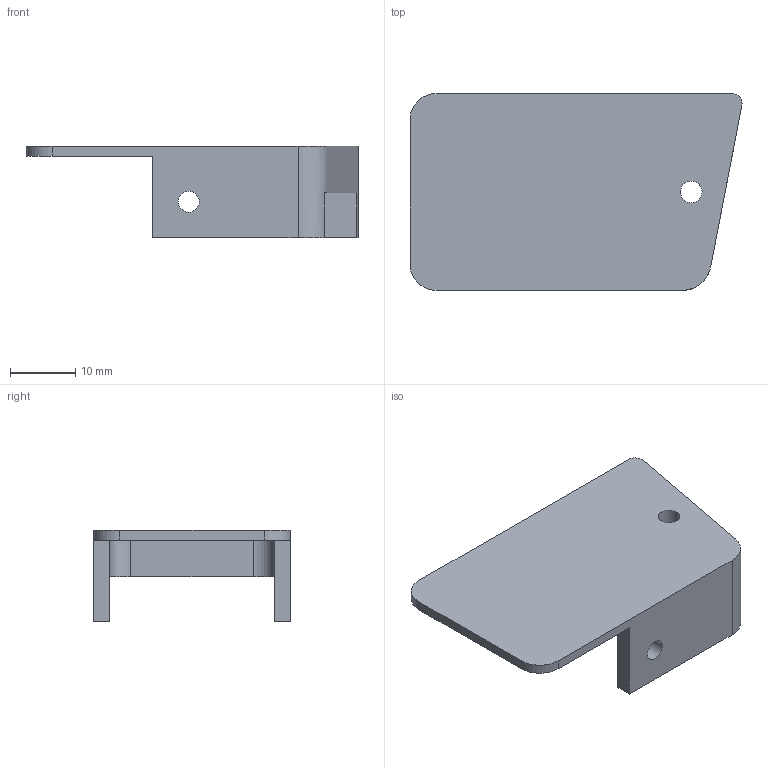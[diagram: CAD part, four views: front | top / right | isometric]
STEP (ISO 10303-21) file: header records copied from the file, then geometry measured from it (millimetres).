
FILE_DESCRIPTION(/* description */ (''),/* implementation_level */ '2;1');
FILE_NAME(/* name */ 'seesaw v37.step',/* time_stamp */ '2020-01-28T10:55:23-05:00',/* author */ (''),/* organization */ (''),/* preprocessor_version */ 'ST-DEVELOPER v18',/* originating_system */ 'Autodesk Translation Framework v8.12.0.6',/* authorisation */ '');
FILE_SCHEMA (('AUTOMOTIVE_DESIGN { 1 0 10303 214 3 1 1 }'));
Length unit declared in the file: millimetre
Products named in the file (1): seesaw
Bounding box: 51 x 30.23 x 14 mm (x, y, z)
Volume: 5696.1 mm3; surface area: 4878.3 mm2
Topology: 1 solids, 1 shells, 23 faces, 63 edges, 42 vertices
Faces by surface type: plane 14, cylinder 9
Full cylindrical faces by diameter (mm): 3.2 x2, 3.332 x1
Entity records: 781 total; most frequent: DIRECTION 130, CARTESIAN_POINT 129, ORIENTED_EDGE 126, EDGE_CURVE 63, LINE 44, VECTOR 44, AXIS2_PLACEMENT_3D 43, VERTEX_POINT 42
